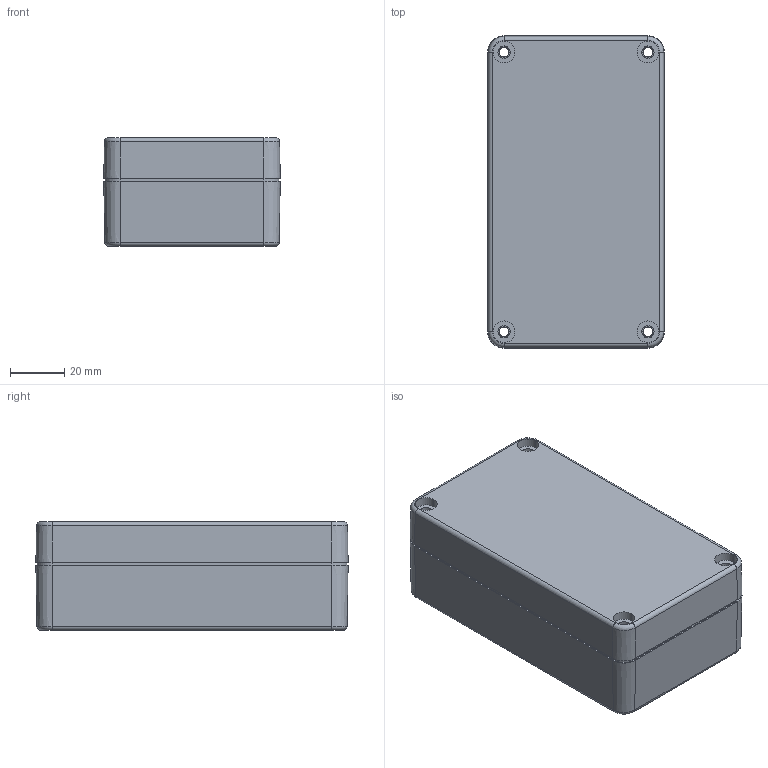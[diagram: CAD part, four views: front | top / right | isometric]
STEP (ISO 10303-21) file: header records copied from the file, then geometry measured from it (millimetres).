
FILE_DESCRIPTION (( 'STEP AP214' ), '1' );
FILE_NAME ('G203.STEP', '2009-09-09T02:14:57', ( 'NEF User' ), ( 'NEF User' ), 'SwSTEP 2.0', 'SolidWorks 2009', '' );
FILE_SCHEMA (( 'AUTOMOTIVE_DESIGN' ));
Length unit declared in the file: millimetre
Products named in the file (1): G203
Bounding box: 65 x 115 x 40 mm (x, y, z)
Volume: 87271.6 mm3; surface area: 64177.9 mm2
Topology: 8 solids, 8 shells, 488 faces, 1229 edges, 800 vertices
Faces by surface type: plane 221, cylinder 146, cone 113, torus 8
Entity records: 15081 total; most frequent: CARTESIAN_POINT 2869, DIRECTION 2628, ORIENTED_EDGE 2458, EDGE_CURVE 1229, AXIS2_PLACEMENT_3D 987, VERTEX_POINT 800, LINE 654, VECTOR 654
